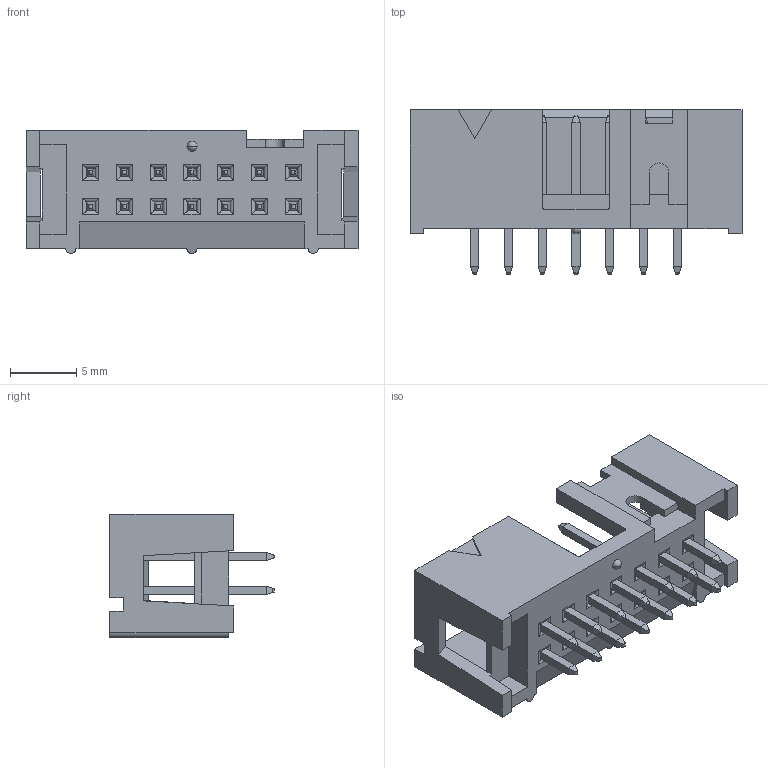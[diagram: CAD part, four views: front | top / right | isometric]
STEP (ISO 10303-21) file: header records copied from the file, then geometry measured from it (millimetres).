
FILE_DESCRIPTION((''),'2;1');
FILE_NAME('75869_Y02_ASM','2006-12-07T',('DaLegrand'),('FCI - CDC Division'),'PRO/ENGINEER BY PARAMETRIC TECHNOLOGY CORPORATION, 2004490','PRO/ENGINEER BY PARAMETRIC TECHNOLOGY CORPORATION, 2004490','');
FILE_SCHEMA(('CONFIG_CONTROL_DESIGN'));
Length unit declared in the file: millimetre
Products named in the file (3): 71965_Y14; 71953-Y01; 75869_Y02_ASM
Assembly tree (15 placements, depth 2):
  75869_Y02_ASM
    71965_Y14
    71953-Y01  x14
Bounding box: 24.99 x 12.37 x 9.27 mm (x, y, z)
Volume: 904.9 mm3; surface area: 1876.9 mm2
Topology: 15 solids, 15 shells, 387 faces, 915 edges, 551 vertices
Faces by surface type: plane 295, cylinder 90, sphere 2
Entity records: 6887 total; most frequent: CARTESIAN_POINT 1673, ORIENTED_EDGE 1098, DIRECTION 949, EDGE_CURVE 549, VECTOR 473, LINE 473, VERTEX_POINT 343, AXIS2_PLACEMENT_3D 238
